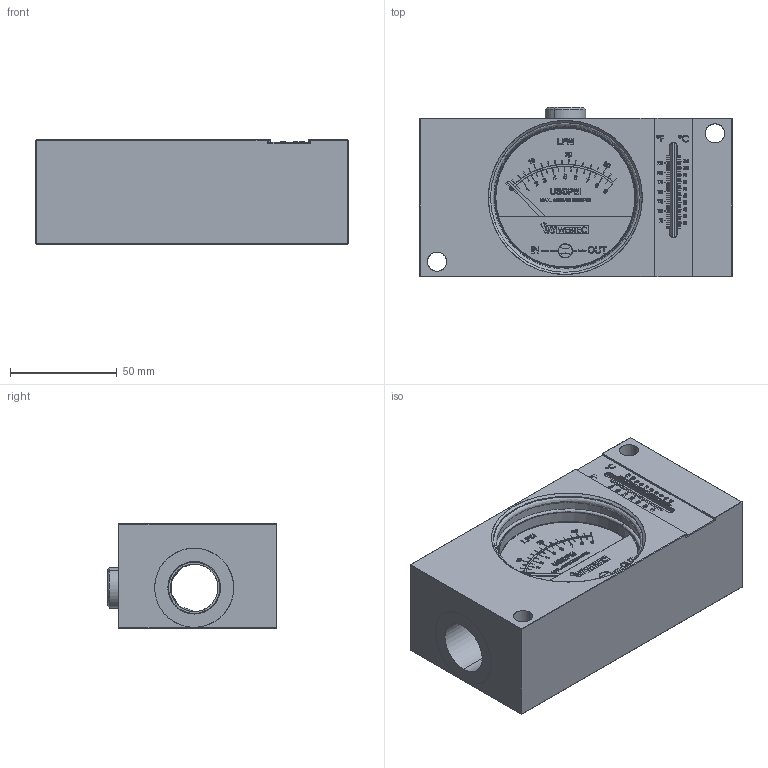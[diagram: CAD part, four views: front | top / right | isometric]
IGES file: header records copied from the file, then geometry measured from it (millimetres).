
Start section: SolidWorks IGES file using analytic representation for surfaces
Global section: file name: FT5758.IGS; native system: SolidWorks 2010; preprocessor: SolidWorks 2010; author: pcw; date: 120426.101855; units: millimetre
Bounding box: 146 x 79.25 x 49 mm (x, y, z)
Surface area: 81197.6 mm2 (no closed solid volume)
Topology: 0 solids, 0 shells, 2290 faces, 25061 edges, 25043 vertices
Faces by surface type: bspline 2086, revolution 204
